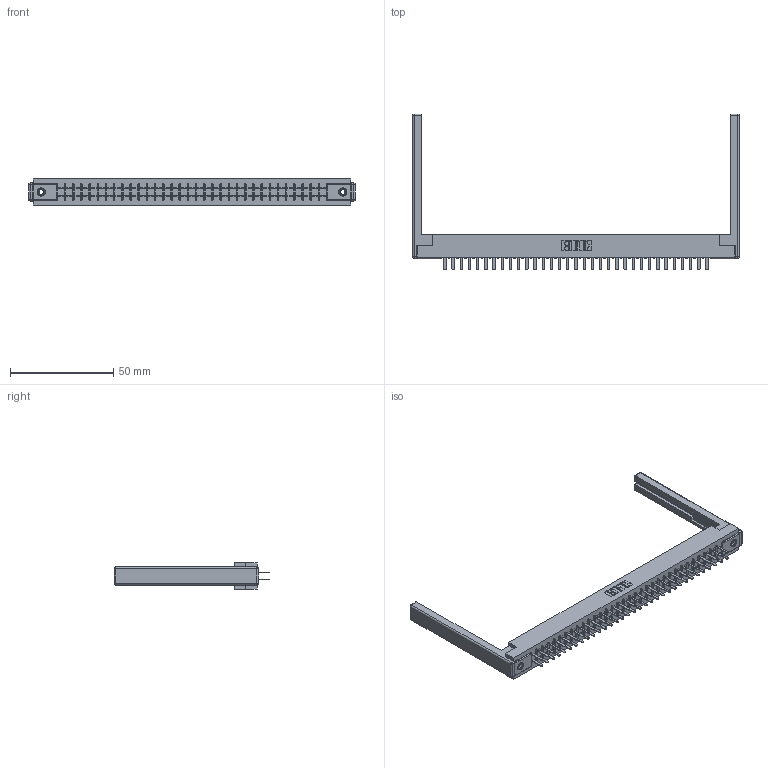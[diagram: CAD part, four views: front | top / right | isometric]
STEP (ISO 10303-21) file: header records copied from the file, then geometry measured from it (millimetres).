
FILE_DESCRIPTION (( 'STEP AP203' ), '1' );
FILE_NAME ('305-066-520-568.STEP', '2019-09-10T03:30:01', ( '' ), ( '' ), 'SwSTEP 2.0', 'SolidWorks 2016', '' );
FILE_SCHEMA (( 'CONFIG_CONTROL_DESIGN' ));
Length unit declared in the file: inch
Products named in the file (5): 307-220-068; 305-290-001_520; 345-250-001_345-250-001-102; 305 Part_.156 Dia; 305-066-520-568
Assembly tree (71 placements, depth 2):
  305-066-520-568
    305 Part_.156 Dia
    305-290-001_520  x66
    345-250-001_345-250-001-102  x2
    307-220-068  x2
Bounding box: 158.19 x 75.39 x 12.7 mm (x, y, z)
Volume: 20376.2 mm3; surface area: 24885.9 mm2
Topology: 71 solids, 71 shells, 3306 faces, 9385 edges, 6058 vertices
Faces by surface type: plane 1938, cylinder 1212, sphere 140, cone 12, torus 4
Entity records: 39465 total; most frequent: CARTESIAN_POINT 6502, ORIENTED_EDGE 6444, DIRECTION 6316, EDGE_CURVE 3222, VECTOR 2588, LINE 2588, VERTEX_POINT 2050, AXIS2_PLACEMENT_3D 1864
